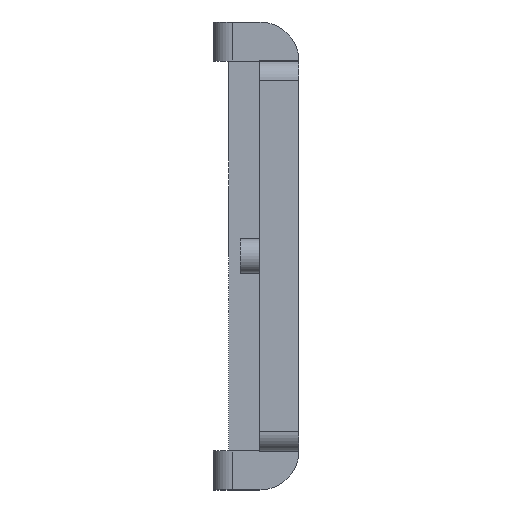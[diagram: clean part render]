
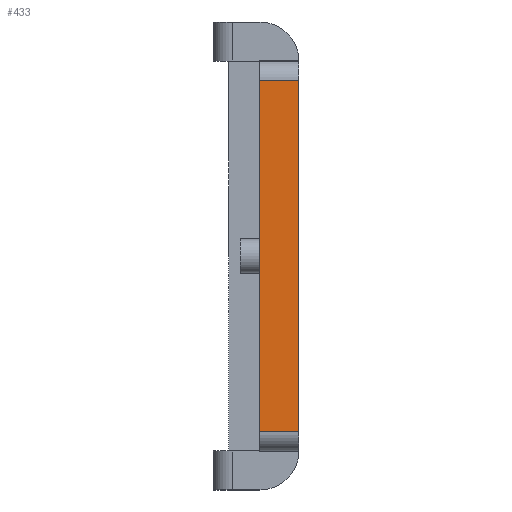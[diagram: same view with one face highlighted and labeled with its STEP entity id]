
A CAD part, left-side view. The second image highlights one B-rep face of the part: STEP entity #433.
In plain terms, the highlighted planar face has unit normal (-1, 0, 0).
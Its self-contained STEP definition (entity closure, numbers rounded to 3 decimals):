
#11 = CARTESIAN_POINT ( 'NONE',  ( -17.5, 0., 4.5 ) ) ;
#31 = DIRECTION ( 'NONE',  ( 1., 0., 0. ) ) ;
#45 = ORIENTED_EDGE ( 'NONE', *, *, #1146, .T. ) ;
#78 = CARTESIAN_POINT ( 'NONE',  ( -17.5, 1., 5. ) ) ;
#86 = VECTOR ( 'NONE', #225, 1000. ) ;
#123 = VERTEX_POINT ( 'NONE', #952 ) ;
#127 = DIRECTION ( 'NONE',  ( 0., 0., 1. ) ) ;
#214 = PLANE ( 'NONE',  #483 ) ;
#225 = DIRECTION ( 'NONE',  ( 0., -1., 0. ) ) ;
#235 = VERTEX_POINT ( 'NONE', #437 ) ;
#248 = DIRECTION ( 'NONE',  ( 0., 0., -1. ) ) ;
#300 = EDGE_CURVE ( 'NONE', #650, #959, #1078, .T. ) ;
#337 = EDGE_LOOP ( 'NONE', ( #890, #1808, #45, #1125 ) ) ;
#345 = CARTESIAN_POINT ( 'NONE',  ( -17.5, 1., -4.5 ) ) ;
#388 = CARTESIAN_POINT ( 'NONE',  ( -17.5, 1., 4.5 ) ) ;
#394 = EDGE_CURVE ( 'NONE', #235, #959, #1229, .T. ) ;
#397 = DIRECTION ( 'NONE',  ( 0., 1., 0. ) ) ;
#433 = ADVANCED_FACE ( 'NONE', ( #1039 ), #214, .F. ) ;
#437 = CARTESIAN_POINT ( 'NONE',  ( -17.5, 1., -4.5 ) ) ;
#440 = EDGE_CURVE ( 'NONE', #235, #123, #1201, .T. ) ;
#483 = AXIS2_PLACEMENT_3D ( 'NONE', #581, #31, #248 ) ;
#566 = DIRECTION ( 'NONE',  ( 0., 0., 1. ) ) ;
#581 = CARTESIAN_POINT ( 'NONE',  ( -17.5, 1., 5. ) ) ;
#650 = VERTEX_POINT ( 'NONE', #11 ) ;
#849 = CARTESIAN_POINT ( 'NONE',  ( -17.5, 0., 5. ) ) ;
#890 = ORIENTED_EDGE ( 'NONE', *, *, #394, .F. ) ;
#952 = CARTESIAN_POINT ( 'NONE',  ( -17.5, 0., -4.5 ) ) ;
#959 = VERTEX_POINT ( 'NONE', #1540 ) ;
#1039 = FACE_OUTER_BOUND ( 'NONE', #337, .T. ) ;
#1078 = LINE ( 'NONE', #388, #1237 ) ;
#1125 = ORIENTED_EDGE ( 'NONE', *, *, #300, .T. ) ;
#1146 = EDGE_CURVE ( 'NONE', #123, #650, #1821, .T. ) ;
#1201 = LINE ( 'NONE', #345, #86 ) ;
#1229 = LINE ( 'NONE', #78, #1381 ) ;
#1237 = VECTOR ( 'NONE', #397, 1000. ) ;
#1381 = VECTOR ( 'NONE', #127, 1000. ) ;
#1540 = CARTESIAN_POINT ( 'NONE',  ( -17.5, 1., 4.5 ) ) ;
#1794 = VECTOR ( 'NONE', #566, 1000. ) ;
#1808 = ORIENTED_EDGE ( 'NONE', *, *, #440, .T. ) ;
#1821 = LINE ( 'NONE', #849, #1794 ) ;
